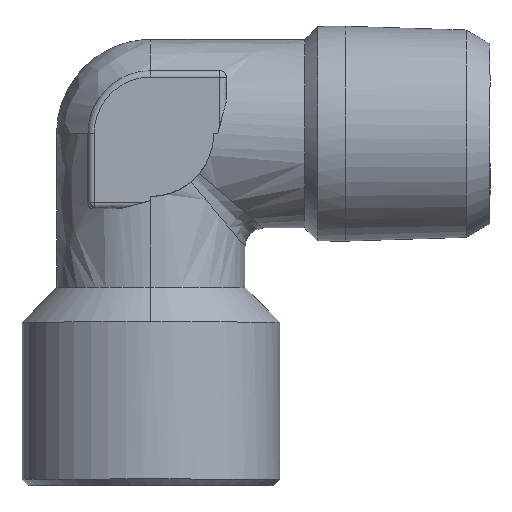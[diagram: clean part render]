
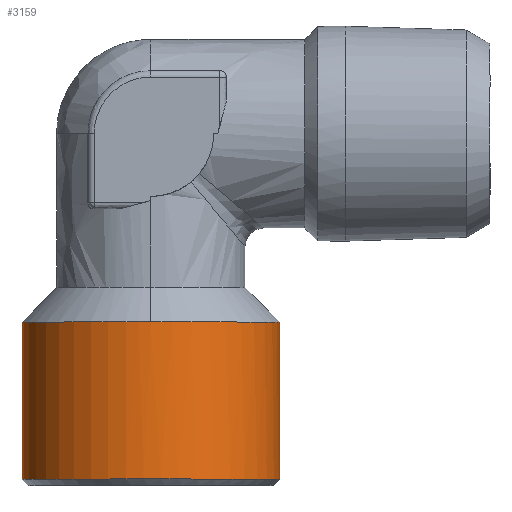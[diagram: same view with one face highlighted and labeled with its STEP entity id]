
A CAD part, top view. The second image highlights one B-rep face of the part: STEP entity #3159.
In plain terms, the highlighted free-form (B-spline) face has degree [1, 3] with [2, 7] control points.
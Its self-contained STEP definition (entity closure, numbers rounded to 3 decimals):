
#180 = CARTESIAN_POINT ( 'NONE',  ( 10.25, 2., 6.004 ) ) ;
#288 = EDGE_CURVE ( 'NONE', #1166, #3511, #406, .T. ) ;
#349 = CARTESIAN_POINT ( 'NONE',  ( -10.25, 14.5, 0. ) ) ;
#362 = EDGE_CURVE ( 'NONE', #1942, #1166, #2872, .T. ) ;
#404 = ORIENTED_EDGE ( 'NONE', *, *, #2329, .F. ) ;
#406 =( BOUNDED_CURVE ( )  B_SPLINE_CURVE ( 3, ( #2780, #1125, #2757, #1939 ),
 .UNSPECIFIED., .F., .F. ) 
 B_SPLINE_CURVE_WITH_KNOTS ( ( 4, 4 ),
 ( -1.571, 0. ),
 .UNSPECIFIED. ) 
 CURVE ( )  GEOMETRIC_REPRESENTATION_ITEM ( )  RATIONAL_B_SPLINE_CURVE ( ( 1., 0.805, 0.805, 1. ) ) 
 REPRESENTATION_ITEM ( '' )  );
#427 = B_SPLINE_CURVE_WITH_KNOTS ( 'NONE', 1,
 ( #2868, #2066 ),
 .UNSPECIFIED., .F., .F.,
 ( 2, 2 ),
 ( -1., 0. ),
 .UNSPECIFIED. ) ;
#492 = CARTESIAN_POINT ( 'NONE',  ( 0., 14.5, 10.25 ) ) ;
#495 =( BOUNDED_SURFACE ( )  B_SPLINE_SURFACE ( 1, 3, ( 
 ( #3245, #1017, #2427, #1557, #2139, #180, #1569 ),
 ( #2917, #2115, #3489, #492, #3521, #1832, #749 ) ),
 .UNSPECIFIED., .F., .F., .F. ) 
 B_SPLINE_SURFACE_WITH_KNOTS ( ( 2, 2 ),
 ( 4, 3, 4 ),
 ( 0., 1. ),
 ( 0., 0.5, 1. ),
 .UNSPECIFIED. ) 
 GEOMETRIC_REPRESENTATION_ITEM ( )  RATIONAL_B_SPLINE_SURFACE ( (
 ( 1., 0.805, 0.805, 1., 0.805, 0.805, 1.),
 ( 1., 0.805, 0.805, 1., 0.805, 0.805, 1.) ) ) 
 REPRESENTATION_ITEM ( '' )  SURFACE ( )  );
#518 = ORIENTED_EDGE ( 'NONE', *, *, #288, .F. ) ;
#629 =( BOUNDED_CURVE ( )  B_SPLINE_CURVE ( 3, ( #1402, #1126, #3064, #2522 ),
 .UNSPECIFIED., .F., .F. ) 
 B_SPLINE_CURVE_WITH_KNOTS ( ( 4, 4 ),
 ( -1.571, 0. ),
 .UNSPECIFIED. ) 
 CURVE ( )  GEOMETRIC_REPRESENTATION_ITEM ( )  RATIONAL_B_SPLINE_CURVE ( ( 1., 0.805, 0.805, 1. ) ) 
 REPRESENTATION_ITEM ( '' )  );
#631 = CARTESIAN_POINT ( 'NONE',  ( -10.25, 2., 0. ) ) ;
#670 = VERTEX_POINT ( 'NONE', #1713 ) ;
#686 = CARTESIAN_POINT ( 'NONE',  ( 10.25, 2., 6.004 ) ) ;
#749 = CARTESIAN_POINT ( 'NONE',  ( 10.25, 14.5, 0. ) ) ;
#952 = EDGE_CURVE ( 'NONE', #3511, #1322, #629, .T. ) ;
#999 = EDGE_CURVE ( 'NONE', #1942, #670, #1672, .T. ) ;
#1017 = CARTESIAN_POINT ( 'NONE',  ( -10.25, 2., 6.004 ) ) ;
#1087 = FACE_OUTER_BOUND ( 'NONE', #1107, .T. ) ;
#1107 = EDGE_LOOP ( 'NONE', ( #404, #1287, #518, #3202, #2403 ) ) ;
#1125 = CARTESIAN_POINT ( 'NONE',  ( -10.25, 14.5, 6.004 ) ) ;
#1126 = CARTESIAN_POINT ( 'NONE',  ( 6.004, 14.5, 10.25 ) ) ;
#1166 = VERTEX_POINT ( 'NONE', #3230 ) ;
#1210 = CARTESIAN_POINT ( 'NONE',  ( 0., 2., 10.25 ) ) ;
#1287 = ORIENTED_EDGE ( 'NONE', *, *, #952, .F. ) ;
#1322 = VERTEX_POINT ( 'NONE', #2461 ) ;
#1402 = CARTESIAN_POINT ( 'NONE',  ( 0., 14.5, 10.25 ) ) ;
#1426 = CARTESIAN_POINT ( 'NONE',  ( -10.25, 2., 0. ) ) ;
#1440 = CARTESIAN_POINT ( 'NONE',  ( -6.004, 2., 10.25 ) ) ;
#1455 = CARTESIAN_POINT ( 'NONE',  ( 10.25, 2., 0. ) ) ;
#1479 = CARTESIAN_POINT ( 'NONE',  ( 6.004, 2., 10.25 ) ) ;
#1557 = CARTESIAN_POINT ( 'NONE',  ( 0., 2., 10.25 ) ) ;
#1569 = CARTESIAN_POINT ( 'NONE',  ( 10.25, 2., 0. ) ) ;
#1672 =( BOUNDED_CURVE ( )  B_SPLINE_CURVE ( 3, ( #631, #2867, #1440, #1210, #1479, #686, #1455 ),
 .UNSPECIFIED., .F., .F. ) 
 B_SPLINE_CURVE_WITH_KNOTS ( ( 4, 3, 4 ),
 ( -3.142, -1.571, 0. ),
 .UNSPECIFIED. ) 
 CURVE ( )  GEOMETRIC_REPRESENTATION_ITEM ( )  RATIONAL_B_SPLINE_CURVE ( ( 1., 0.805, 0.805, 1., 0.805, 0.805, 1. ) ) 
 REPRESENTATION_ITEM ( '' )  );
#1713 = CARTESIAN_POINT ( 'NONE',  ( 10.25, 2., 0. ) ) ;
#1832 = CARTESIAN_POINT ( 'NONE',  ( 10.25, 14.5, 6.004 ) ) ;
#1939 = CARTESIAN_POINT ( 'NONE',  ( 0., 14.5, 10.25 ) ) ;
#1942 = VERTEX_POINT ( 'NONE', #2384 ) ;
#2066 = CARTESIAN_POINT ( 'NONE',  ( 10.25, 2., 0. ) ) ;
#2115 = CARTESIAN_POINT ( 'NONE',  ( -10.25, 14.5, 6.004 ) ) ;
#2139 = CARTESIAN_POINT ( 'NONE',  ( 6.004, 2., 10.25 ) ) ;
#2329 = EDGE_CURVE ( 'NONE', #1322, #670, #427, .T. ) ;
#2384 = CARTESIAN_POINT ( 'NONE',  ( -10.25, 2., 0. ) ) ;
#2403 = ORIENTED_EDGE ( 'NONE', *, *, #999, .T. ) ;
#2427 = CARTESIAN_POINT ( 'NONE',  ( -6.004, 2., 10.25 ) ) ;
#2461 = CARTESIAN_POINT ( 'NONE',  ( 10.25, 14.5, 0. ) ) ;
#2522 = CARTESIAN_POINT ( 'NONE',  ( 10.25, 14.5, 0. ) ) ;
#2757 = CARTESIAN_POINT ( 'NONE',  ( -6.004, 14.5, 10.25 ) ) ;
#2780 = CARTESIAN_POINT ( 'NONE',  ( -10.25, 14.5, 0. ) ) ;
#2867 = CARTESIAN_POINT ( 'NONE',  ( -10.25, 2., 6.004 ) ) ;
#2868 = CARTESIAN_POINT ( 'NONE',  ( 10.25, 14.5, 0. ) ) ;
#2872 = B_SPLINE_CURVE_WITH_KNOTS ( 'NONE', 1,
 ( #1426, #349 ),
 .UNSPECIFIED., .F., .F.,
 ( 2, 2 ),
 ( -1., 0. ),
 .UNSPECIFIED. ) ;
#2917 = CARTESIAN_POINT ( 'NONE',  ( -10.25, 14.5, 0. ) ) ;
#3064 = CARTESIAN_POINT ( 'NONE',  ( 10.25, 14.5, 6.004 ) ) ;
#3159 = ADVANCED_FACE ( 'NONE', ( #1087 ), #495, .F. ) ;
#3202 = ORIENTED_EDGE ( 'NONE', *, *, #362, .F. ) ;
#3230 = CARTESIAN_POINT ( 'NONE',  ( -10.25, 14.5, 0. ) ) ;
#3233 = CARTESIAN_POINT ( 'NONE',  ( 0., 14.5, 10.25 ) ) ;
#3245 = CARTESIAN_POINT ( 'NONE',  ( -10.25, 2., 0. ) ) ;
#3489 = CARTESIAN_POINT ( 'NONE',  ( -6.004, 14.5, 10.25 ) ) ;
#3511 = VERTEX_POINT ( 'NONE', #3233 ) ;
#3521 = CARTESIAN_POINT ( 'NONE',  ( 6.004, 14.5, 10.25 ) ) ;
